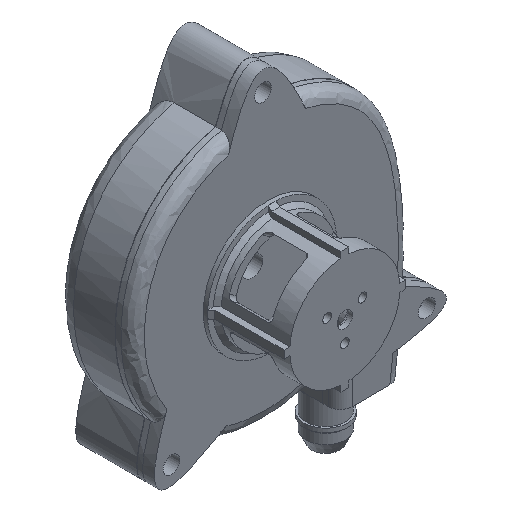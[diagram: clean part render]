
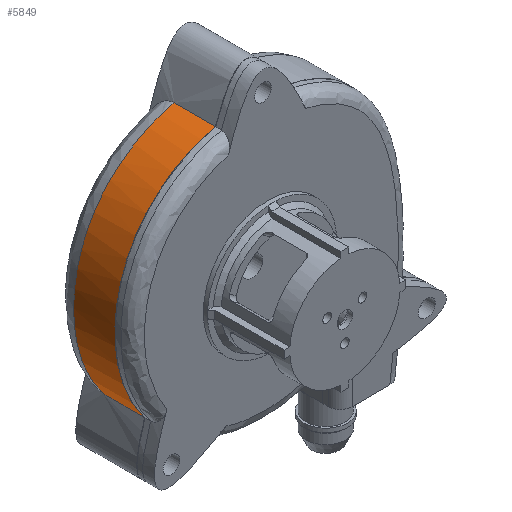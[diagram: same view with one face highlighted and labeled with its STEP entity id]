
A CAD part, isometric view. The second image highlights one B-rep face of the part: STEP entity #5849.
In plain terms, the highlighted free-form (B-spline) face has degree [3, 1] with [40, 2] control points.
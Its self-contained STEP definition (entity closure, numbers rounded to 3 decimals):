
#58=B_SPLINE_SURFACE_WITH_KNOTS('',3,1,((#15240,#15241),(#15242,#15243),
(#15244,#15245),(#15246,#15247),(#15248,#15249),(#15250,#15251),(#15252,
#15253),(#15254,#15255),(#15256,#15257),(#15258,#15259),(#15260,#15261),
(#15262,#15263),(#15264,#15265),(#15266,#15267),(#15268,#15269),(#15270,
#15271),(#15272,#15273),(#15274,#15275),(#15276,#15277),(#15278,#15279),
(#15280,#15281),(#15282,#15283),(#15284,#15285),(#15286,#15287),(#15288,
#15289),(#15290,#15291),(#15292,#15293),(#15294,#15295),(#15296,#15297),
(#15298,#15299),(#15300,#15301),(#15302,#15303),(#15304,#15305),(#15306,
#15307),(#15308,#15309),(#15310,#15311),(#15312,#15313),(#15314,#15315),
(#15316,#15317),(#15318,#15319)),.UNSPECIFIED.,.F.,.F.,.F.,(4,3,3,3,3,3,
3,3,3,3,3,3,3,4),(2,2),(-0.007,0.,0.125,0.227,
0.303,0.378,0.456,0.518,
0.582,0.665,0.735,0.811,
0.898,0.973),(-1.7,0.3),.UNSPECIFIED.);
#187=LINE('',#15321,#570);
#188=LINE('',#15339,#571);
#570=VECTOR('',#6879,10.);
#571=VECTOR('',#6880,10.);
#1211=FACE_OUTER_BOUND('',#1539,.T.);
#1539=EDGE_LOOP('',(#4473,#4474,#4475,#4476));
#1920=B_SPLINE_CURVE_WITH_KNOTS('',3,(#15195,#15196,#15197,#15198,#15199,
#15200,#15201,#15202,#15203,#15204,#15205,#15206,#15207,#15208,#15209),
 .UNSPECIFIED.,.F.,.F.,(4,2,1,2,1,2,1,2,4),(-5.872,-4.632,
-3.888,-2.896,-2.347,-1.615,
-0.913,-0.386,0.),
 .UNSPECIFIED.);
#1923=B_SPLINE_CURVE_WITH_KNOTS('',3,(#15323,#15324,#15325,#15326,#15327,
#15328,#15329,#15330,#15331,#15332,#15333,#15334,#15335,#15336,#15337,#15338),
 .UNSPECIFIED.,.F.,.F.,(4,3,3,3,3,4),(-5.275,-4.133,
-2.629,-1.474,-0.348,0.),
 .UNSPECIFIED.);
#2545=VERTEX_POINT('',#15179);
#2546=VERTEX_POINT('',#15194);
#2548=VERTEX_POINT('',#15320);
#2549=VERTEX_POINT('',#15322);
#3254=EDGE_CURVE('',#2545,#2546,#1920,.T.);
#3257=EDGE_CURVE('',#2545,#2548,#187,.T.);
#3258=EDGE_CURVE('',#2548,#2549,#1923,.T.);
#3259=EDGE_CURVE('',#2549,#2546,#188,.T.);
#4473=ORIENTED_EDGE('',*,*,#3254,.F.);
#4474=ORIENTED_EDGE('',*,*,#3257,.T.);
#4475=ORIENTED_EDGE('',*,*,#3258,.T.);
#4476=ORIENTED_EDGE('',*,*,#3259,.T.);
#5849=ADVANCED_FACE('',(#1211),#58,.T.);
#6879=DIRECTION('',(0.,-1.,0.));
#6880=DIRECTION('',(0.,1.,0.));
#15179=CARTESIAN_POINT('',(-26.874,11.,-20.151));
#15194=CARTESIAN_POINT('',(-8.904,11.,34.89));
#15195=CARTESIAN_POINT('Ctrl Pts',(-26.874,11.,-20.151));
#15196=CARTESIAN_POINT('Ctrl Pts',(-29.911,11.,-16.313));
#15197=CARTESIAN_POINT('Ctrl Pts',(-32.026,11.,-11.888));
#15198=CARTESIAN_POINT('Ctrl Pts',(-33.967,11.,-4.402));
#15199=CARTESIAN_POINT('Ctrl Pts',(-34.879,11.,2.222));
#15200=CARTESIAN_POINT('Ctrl Pts',(-34.087,11.,8.992));
#15201=CARTESIAN_POINT('Ctrl Pts',(-32.382,11.,14.779));
#15202=CARTESIAN_POINT('Ctrl Pts',(-30.467,11.,19.527));
#15203=CARTESIAN_POINT('Ctrl Pts',(-27.489,11.,23.723));
#15204=CARTESIAN_POINT('Ctrl Pts',(-23.443,11.,27.892));
#15205=CARTESIAN_POINT('Ctrl Pts',(-19.486,11.,30.913));
#15206=CARTESIAN_POINT('Ctrl Pts',(-15.123,11.,32.929));
#15207=CARTESIAN_POINT('Ctrl Pts',(-11.775,11.,34.138));
#15208=CARTESIAN_POINT('Ctrl Pts',(-10.341,11.,34.556));
#15209=CARTESIAN_POINT('Ctrl Pts',(-8.904,11.,34.89));
#15240=CARTESIAN_POINT('Ctrl Pts',(33.961,16.,-39.606));
#15241=CARTESIAN_POINT('Ctrl Pts',(33.961,-4.,-39.606));
#15242=CARTESIAN_POINT('Ctrl Pts',(34.07,16.,-38.73));
#15243=CARTESIAN_POINT('Ctrl Pts',(34.07,-4.,-38.73));
#15244=CARTESIAN_POINT('Ctrl Pts',(34.18,16.,-37.855));
#15245=CARTESIAN_POINT('Ctrl Pts',(34.18,-4.,-37.855));
#15246=CARTESIAN_POINT('Ctrl Pts',(34.29,16.,-36.979));
#15247=CARTESIAN_POINT('Ctrl Pts',(34.29,-4.,-36.979));
#15248=CARTESIAN_POINT('Ctrl Pts',(36.158,16.,-22.056));
#15249=CARTESIAN_POINT('Ctrl Pts',(36.158,-4.,-22.056));
#15250=CARTESIAN_POINT('Ctrl Pts',(36.627,16.,-9.467));
#15251=CARTESIAN_POINT('Ctrl Pts',(36.627,-4.,-9.467));
#15252=CARTESIAN_POINT('Ctrl Pts',(35.528,16.,0.876));
#15253=CARTESIAN_POINT('Ctrl Pts',(35.528,-4.,0.876));
#15254=CARTESIAN_POINT('Ctrl Pts',(34.632,16.,9.306));
#15255=CARTESIAN_POINT('Ctrl Pts',(34.632,-4.,9.306));
#15256=CARTESIAN_POINT('Ctrl Pts',(32.7,16.,16.28));
#15257=CARTESIAN_POINT('Ctrl Pts',(32.7,-4.,16.28));
#15258=CARTESIAN_POINT('Ctrl Pts',(29.255,16.,21.823));
#15259=CARTESIAN_POINT('Ctrl Pts',(29.255,-4.,21.823));
#15260=CARTESIAN_POINT('Ctrl Pts',(26.674,16.,25.976));
#15261=CARTESIAN_POINT('Ctrl Pts',(26.674,-4.,25.976));
#15262=CARTESIAN_POINT('Ctrl Pts',(23.193,16.,29.288));
#15263=CARTESIAN_POINT('Ctrl Pts',(23.193,-4.,29.288));
#15264=CARTESIAN_POINT('Ctrl Pts',(18.9,16.,31.634));
#15265=CARTESIAN_POINT('Ctrl Pts',(18.9,-4.,31.634));
#15266=CARTESIAN_POINT('Ctrl Pts',(14.677,16.,33.942));
#15267=CARTESIAN_POINT('Ctrl Pts',(14.677,-4.,33.942));
#15268=CARTESIAN_POINT('Ctrl Pts',(9.678,16.,35.36));
#15269=CARTESIAN_POINT('Ctrl Pts',(9.678,-4.,35.36));
#15270=CARTESIAN_POINT('Ctrl Pts',(4.237,16.,35.811));
#15271=CARTESIAN_POINT('Ctrl Pts',(4.237,-4.,35.811));
#15272=CARTESIAN_POINT('Ctrl Pts',(-1.392,16.,36.278));
#15273=CARTESIAN_POINT('Ctrl Pts',(-1.392,-4.,36.278));
#15274=CARTESIAN_POINT('Ctrl Pts',(-7.495,16.,35.683));
#15275=CARTESIAN_POINT('Ctrl Pts',(-7.495,-4.,35.683));
#15276=CARTESIAN_POINT('Ctrl Pts',(-13.187,16.,33.628));
#15277=CARTESIAN_POINT('Ctrl Pts',(-13.187,-4.,33.628));
#15278=CARTESIAN_POINT('Ctrl Pts',(-17.736,16.,31.986));
#15279=CARTESIAN_POINT('Ctrl Pts',(-17.736,-4.,31.986));
#15280=CARTESIAN_POINT('Ctrl Pts',(-21.999,16.,29.379));
#15281=CARTESIAN_POINT('Ctrl Pts',(-21.999,-4.,29.379));
#15282=CARTESIAN_POINT('Ctrl Pts',(-25.422,16.,25.853));
#15283=CARTESIAN_POINT('Ctrl Pts',(-25.422,-4.,25.853));
#15284=CARTESIAN_POINT('Ctrl Pts',(-28.934,16.,22.236));
#15285=CARTESIAN_POINT('Ctrl Pts',(-28.934,-4.,22.236));
#15286=CARTESIAN_POINT('Ctrl Pts',(-31.529,16.,17.671));
#15287=CARTESIAN_POINT('Ctrl Pts',(-31.529,-4.,17.671));
#15288=CARTESIAN_POINT('Ctrl Pts',(-32.99,16.,12.712));
#15289=CARTESIAN_POINT('Ctrl Pts',(-32.99,-4.,12.712));
#15290=CARTESIAN_POINT('Ctrl Pts',(-34.892,16.,6.258));
#15291=CARTESIAN_POINT('Ctrl Pts',(-34.892,-4.,6.258));
#15292=CARTESIAN_POINT('Ctrl Pts',(-34.895,16.,-0.824));
#15293=CARTESIAN_POINT('Ctrl Pts',(-34.895,-4.,-0.824));
#15294=CARTESIAN_POINT('Ctrl Pts',(-33.239,16.,-7.21));
#15295=CARTESIAN_POINT('Ctrl Pts',(-33.239,-4.,-7.21));
#15296=CARTESIAN_POINT('Ctrl Pts',(-31.844,16.,-12.587));
#15297=CARTESIAN_POINT('Ctrl Pts',(-31.844,-4.,-12.587));
#15298=CARTESIAN_POINT('Ctrl Pts',(-29.276,16.,-17.453));
#15299=CARTESIAN_POINT('Ctrl Pts',(-29.276,-4.,-17.453));
#15300=CARTESIAN_POINT('Ctrl Pts',(-25.91,16.,-21.312));
#15301=CARTESIAN_POINT('Ctrl Pts',(-25.91,-4.,-21.312));
#15302=CARTESIAN_POINT('Ctrl Pts',(-22.217,16.,-25.547));
#15303=CARTESIAN_POINT('Ctrl Pts',(-22.217,-4.,-25.547));
#15304=CARTESIAN_POINT('Ctrl Pts',(-17.592,16.,-28.568));
#15305=CARTESIAN_POINT('Ctrl Pts',(-17.592,-4.,-28.568));
#15306=CARTESIAN_POINT('Ctrl Pts',(-12.709,16.,-30.354));
#15307=CARTESIAN_POINT('Ctrl Pts',(-12.709,-4.,-30.354));
#15308=CARTESIAN_POINT('Ctrl Pts',(-7.221,16.,-32.363));
#15309=CARTESIAN_POINT('Ctrl Pts',(-7.221,-4.,-32.363));
#15310=CARTESIAN_POINT('Ctrl Pts',(-1.436,16.,-32.873));
#15311=CARTESIAN_POINT('Ctrl Pts',(-1.436,-4.,-32.873));
#15312=CARTESIAN_POINT('Ctrl Pts',(4.152,16.,-32.116));
#15313=CARTESIAN_POINT('Ctrl Pts',(4.152,-4.,-32.116));
#15314=CARTESIAN_POINT('Ctrl Pts',(9.043,16.,-31.453));
#15315=CARTESIAN_POINT('Ctrl Pts',(9.043,-4.,-31.453));
#15316=CARTESIAN_POINT('Ctrl Pts',(13.793,16.,-29.812));
#15317=CARTESIAN_POINT('Ctrl Pts',(13.793,-4.,-29.812));
#15318=CARTESIAN_POINT('Ctrl Pts',(18.313,16.,-27.269));
#15319=CARTESIAN_POINT('Ctrl Pts',(18.313,-4.,-27.269));
#15320=CARTESIAN_POINT('',(-26.874,0.5,-20.151));
#15321=CARTESIAN_POINT('',(-26.874,16.,-20.151));
#15322=CARTESIAN_POINT('',(-8.904,0.5,34.89));
#15323=CARTESIAN_POINT('Ctrl Pts',(-26.874,0.5,
-20.151));
#15324=CARTESIAN_POINT('Ctrl Pts',(-29.767,0.5,
-16.496));
#15325=CARTESIAN_POINT('Ctrl Pts',(-31.981,0.5,
-12.061));
#15326=CARTESIAN_POINT('Ctrl Pts',(-33.239,0.5,
-7.21));
#15327=CARTESIAN_POINT('Ctrl Pts',(-34.895,0.5,
-0.824));
#15328=CARTESIAN_POINT('Ctrl Pts',(-34.892,0.5,
6.258));
#15329=CARTESIAN_POINT('Ctrl Pts',(-32.99,0.5,
12.712));
#15330=CARTESIAN_POINT('Ctrl Pts',(-31.529,0.5,
17.671));
#15331=CARTESIAN_POINT('Ctrl Pts',(-28.934,0.5,
22.236));
#15332=CARTESIAN_POINT('Ctrl Pts',(-25.422,0.5,25.853));
#15333=CARTESIAN_POINT('Ctrl Pts',(-21.999,0.5,
29.379));
#15334=CARTESIAN_POINT('Ctrl Pts',(-17.736,0.5,
31.986));
#15335=CARTESIAN_POINT('Ctrl Pts',(-13.187,0.5,
33.628));
#15336=CARTESIAN_POINT('Ctrl Pts',(-11.78,0.5,
34.136));
#15337=CARTESIAN_POINT('Ctrl Pts',(-10.348,0.5,
34.555));
#15338=CARTESIAN_POINT('Ctrl Pts',(-8.904,0.5,
34.89));
#15339=CARTESIAN_POINT('',(-8.904,16.,34.89));
